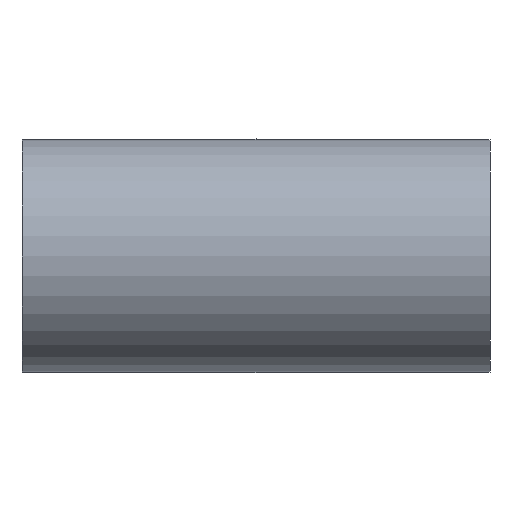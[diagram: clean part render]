
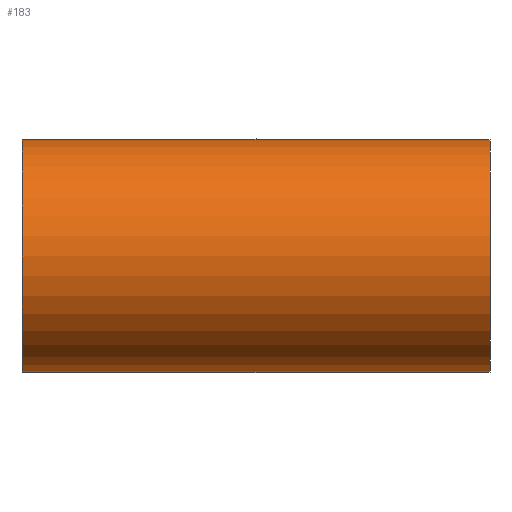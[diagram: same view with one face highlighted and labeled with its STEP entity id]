
A CAD part, front view. The second image highlights one B-rep face of the part: STEP entity #183.
In plain terms, the highlighted cylindrical face has radius 17.4 mm (diameter 34.8 mm), a partial arc.
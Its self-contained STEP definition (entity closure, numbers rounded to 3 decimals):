
#135 = VERTEX_POINT( '', #369 );
#139 = VERTEX_POINT( '', #373 );
#143 = EDGE_CURVE( '', #135, #273, #377, .T. );
#155 = EDGE_CURVE( '', #197, #165, #392, .T. );
#165 = VERTEX_POINT( '', #406 );
#183 = ADVANCED_FACE( '', ( #427 ), #428, .T. );
#197 = VERTEX_POINT( '', #444 );
#207 = EDGE_CURVE( '', #247, #135, #455, .T. );
#215 = EDGE_CURVE( '', #303, #219, #463, .T. );
#219 = VERTEX_POINT( '', #467 );
#247 = VERTEX_POINT( '', #498 );
#261 = EDGE_CURVE( '', #273, #165, #512, .T. );
#273 = VERTEX_POINT( '', #526 );
#303 = VERTEX_POINT( '', #562 );
#311 = EDGE_CURVE( '', #247, #219, #570, .T. );
#331 = EDGE_CURVE( '', #197, #139, #591, .T. );
#337 = EDGE_CURVE( '', #303, #139, #600, .T. );
#369 = CARTESIAN_POINT( '', ( 18., 0., 17.4 ) );
#373 = CARTESIAN_POINT( '', ( -52., 0., -17.4 ) );
#377 = CIRCLE( '', #771, 17.4 );
#392 = LINE( '', #788, #789 );
#406 = CARTESIAN_POINT( '', ( -15.132, 0., -17.4 ) );
#427 = FACE_OUTER_BOUND( '', #900, .T. );
#428 = CYLINDRICAL_SURFACE( '', #901, 17.4 );
#444 = CARTESIAN_POINT( '', ( -18.868, 0., -17.4 ) );
#455 = LINE( '', #934, #935 );
#463 = LINE( '', #949, #950 );
#467 = CARTESIAN_POINT( '', ( -18.868, 0., 17.4 ) );
#498 = CARTESIAN_POINT( '', ( -15.132, 0., 17.4 ) );
#512 = LINE( '', #1118, #1119 );
#526 = CARTESIAN_POINT( '', ( 18., 0., -17.4 ) );
#562 = CARTESIAN_POINT( '', ( -52., 0., 17.4 ) );
#570 = LINE( '', #1230, #1231 );
#591 = LINE( '', #1262, #1263 );
#600 = CIRCLE( '', #1273, 17.4 );
#771 = AXIS2_PLACEMENT_3D( '', #1288, #1289, #1290 );
#788 = CARTESIAN_POINT( '', ( -17., 0., -17.4 ) );
#789 = VECTOR( '', #1323, 1. );
#900 = EDGE_LOOP( '', ( #1367, #1368, #1369, #1370, #1371, #1372, #1373, #1374 ) );
#901 = AXIS2_PLACEMENT_3D( '', #1375, #1376, #1377 );
#934 = CARTESIAN_POINT( '', ( 18., 0., 17.4 ) );
#935 = VECTOR( '', #1413, 1. );
#949 = CARTESIAN_POINT( '', ( 18., 0., 17.4 ) );
#950 = VECTOR( '', #1419, 1. );
#1118 = CARTESIAN_POINT( '', ( 18., 0., -17.4 ) );
#1119 = VECTOR( '', #1467, 1. );
#1230 = CARTESIAN_POINT( '', ( -17., 0., 17.4 ) );
#1231 = VECTOR( '', #1536, 1. );
#1262 = CARTESIAN_POINT( '', ( 18., 0., -17.4 ) );
#1263 = VECTOR( '', #1559, 1. );
#1273 = AXIS2_PLACEMENT_3D( '', #1576, #1577, #1578 );
#1288 = CARTESIAN_POINT( '', ( 18., 0., 0. ) );
#1289 = DIRECTION( '', ( 1., 0., 0. ) );
#1290 = DIRECTION( '', ( 0., 0., -1. ) );
#1323 = DIRECTION( '', ( 1., 0., 0. ) );
#1367 = ORIENTED_EDGE( '', *, *, #331, .F. );
#1368 = ORIENTED_EDGE( '', *, *, #155, .T. );
#1369 = ORIENTED_EDGE( '', *, *, #261, .F. );
#1370 = ORIENTED_EDGE( '', *, *, #143, .F. );
#1371 = ORIENTED_EDGE( '', *, *, #207, .F. );
#1372 = ORIENTED_EDGE( '', *, *, #311, .T. );
#1373 = ORIENTED_EDGE( '', *, *, #215, .F. );
#1374 = ORIENTED_EDGE( '', *, *, #337, .T. );
#1375 = CARTESIAN_POINT( '', ( 18., 0., 0. ) );
#1376 = DIRECTION( '', ( 1., 0., 0. ) );
#1377 = DIRECTION( '', ( 0., 0., -1. ) );
#1413 = DIRECTION( '', ( 1., 0., 0. ) );
#1419 = DIRECTION( '', ( 1., 0., 0. ) );
#1467 = DIRECTION( '', ( -1., 0., 0. ) );
#1536 = DIRECTION( '', ( -1., 0., 0. ) );
#1559 = DIRECTION( '', ( -1., 0., 0. ) );
#1576 = CARTESIAN_POINT( '', ( -52., 0., 0. ) );
#1577 = DIRECTION( '', ( 1., 0., 0. ) );
#1578 = DIRECTION( '', ( 0., 0., -1. ) );
